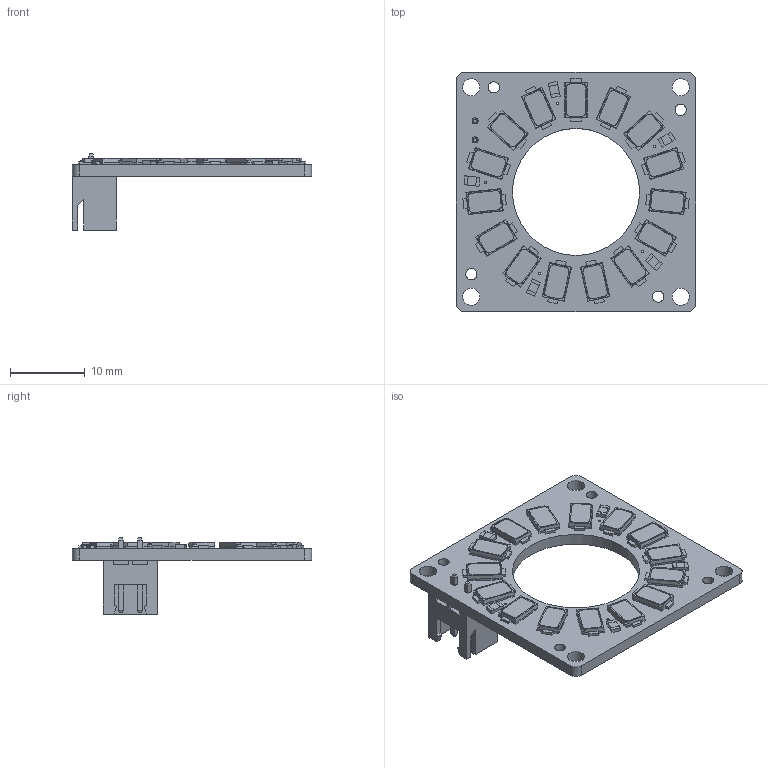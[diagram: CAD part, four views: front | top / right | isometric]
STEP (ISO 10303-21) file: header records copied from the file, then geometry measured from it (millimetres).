
FILE_DESCRIPTION(/* description */ ('STEP AP242','CAx-IF Rec.Pracs.---Representation and Presentation of Product Manufacturing Information (PMI)---4.0---2014-10-13','CAx-IF Rec.Pracs.---3D Tessellated Geometry---0.4---2014-09-14','2;1'),/* implementation_level */ '2;1');
FILE_NAME(/* name */ '62f567187537c53a5cfdde4d',/* time_stamp */ '2022-08-11T20:31:22+00:00',/* author */ (''),/* organization */ (''),/* preprocessor_version */ 'ST-DEVELOPER v18.102',/* originating_system */ ' ',/* authorisation */ ' ');
FILE_SCHEMA (('AP242_MANAGED_MODEL_BASED_3D_ENGINEERING_MIM_LF { 1 0 10303 442 1 1 4 }'));
Length unit declared in the file: metre
Products named in the file (24): PIN_1X1_SMD_BIG_L_1; PIN_1X1_SMD_BIG_L; B2B-XH; 0805_RES_4; 0805_RES_3; 0805_RES_2; 0805_RES_1; 0805_RES; 5730-LED_14; 5730-LED_13; 5730-LED_12; 5730-LED_11; 5730-LED_10; 5730-LED_9; 5730-LED_8; 5730-LED_7; 5730-LED_6; 5730-LED_5; 5730-LED_4; 5730-LED_3; 5730-LED_2; 5730-LED_1; 5730-LED; Board
Bounding box: 32 x 32 x 10.21 mm (x, y, z)
Volume: 1510.3 mm3; surface area: 3054.2 mm2
Topology: 24 solids, 24 shells, 942 faces, 2387 edges, 1510 vertices
Faces by surface type: plane 887, bspline 30, cylinder 25
Full cylindrical faces by diameter (mm): 0.3 x10, 0.8 x2, 1.5 x4, 2.3 x4, 17 x1
Entity records: 34240 total; most frequent: CARTESIAN_POINT 9822, ORIENTED_EDGE 4732, DIRECTION 4228, EDGE_CURVE 2366, LINE 2256, VECTOR 2256, VERTEX_POINT 1510, EDGE_LOOP 1022
